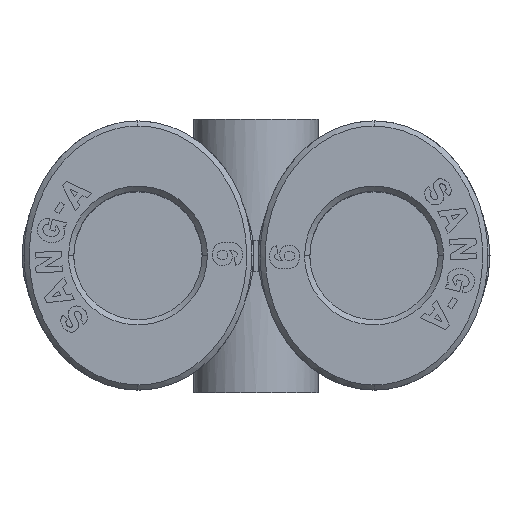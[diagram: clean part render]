
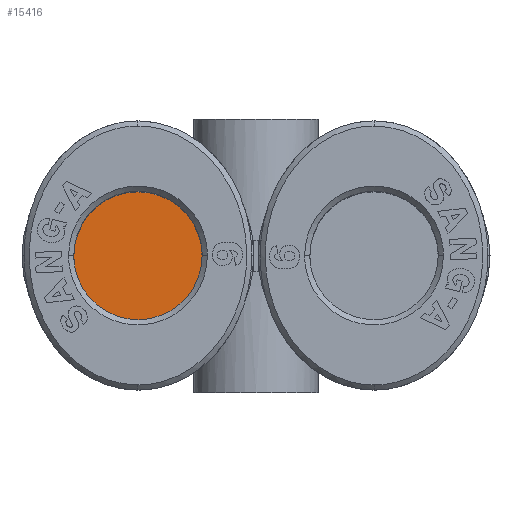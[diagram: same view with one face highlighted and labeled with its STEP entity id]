
A CAD part, top view. The second image highlights one B-rep face of the part: STEP entity #15416.
In plain terms, the highlighted face is planar.
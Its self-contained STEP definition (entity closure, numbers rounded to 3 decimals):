
#1277 = DIRECTION ( 'NONE',  ( 0., 0., -1. ) ) ;
#2893 = CIRCLE ( 'NONE', #18252, 3.1 ) ;
#2951 = PLANE ( 'NONE',  #8102 ) ;
#3984 = EDGE_CURVE ( 'NONE', #16501, #19592, #15134, .T. ) ;
#5540 = DIRECTION ( 'NONE',  ( -1., 0., 0. ) ) ;
#5717 = ORIENTED_EDGE ( 'NONE', *, *, #17955, .T. ) ;
#6123 = DIRECTION ( 'NONE',  ( 1., 0., 0. ) ) ;
#6661 = CARTESIAN_POINT ( 'NONE',  ( -7.218, 3.1, -0.216 ) ) ;
#7125 = DIRECTION ( 'NONE',  ( 0., 1., 0. ) ) ;
#7267 = CARTESIAN_POINT ( 'NONE',  ( -7.218, 0., -0.216 ) ) ;
#8102 = AXIS2_PLACEMENT_3D ( 'NONE', #20469, #6123, #1277 ) ;
#12028 = FACE_OUTER_BOUND ( 'NONE', #14106, .T. ) ;
#14106 = EDGE_LOOP ( 'NONE', ( #5717, #15454 ) ) ;
#14324 = CARTESIAN_POINT ( 'NONE',  ( -7.218, 0., -0.216 ) ) ;
#15134 = CIRCLE ( 'NONE', #17783, 3.1 ) ;
#15416 = ADVANCED_FACE ( 'NONE', ( #12028 ), #2951, .F. ) ;
#15454 = ORIENTED_EDGE ( 'NONE', *, *, #3984, .T. ) ;
#16501 = VERTEX_POINT ( 'NONE', #17567 ) ;
#17566 = DIRECTION ( 'NONE',  ( -1., 0., 0. ) ) ;
#17567 = CARTESIAN_POINT ( 'NONE',  ( -7.218, -3.1, -0.216 ) ) ;
#17631 = DIRECTION ( 'NONE',  ( 0., 1., 0. ) ) ;
#17783 = AXIS2_PLACEMENT_3D ( 'NONE', #14324, #17566, #17631 ) ;
#17955 = EDGE_CURVE ( 'NONE', #19592, #16501, #2893, .T. ) ;
#18252 = AXIS2_PLACEMENT_3D ( 'NONE', #7267, #5540, #7125 ) ;
#19592 = VERTEX_POINT ( 'NONE', #6661 ) ;
#20469 = CARTESIAN_POINT ( 'NONE',  ( -7.218, 0., -0.216 ) ) ;
